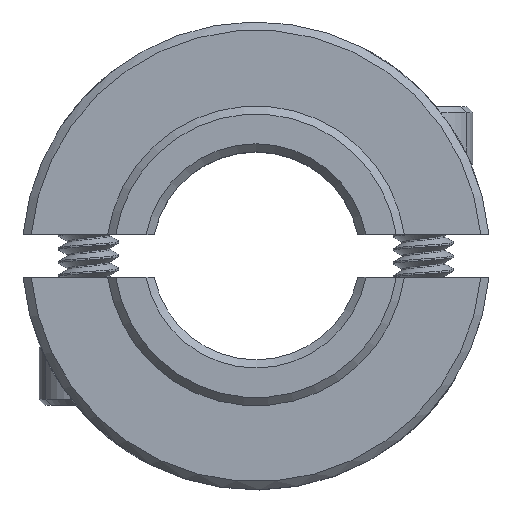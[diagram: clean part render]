
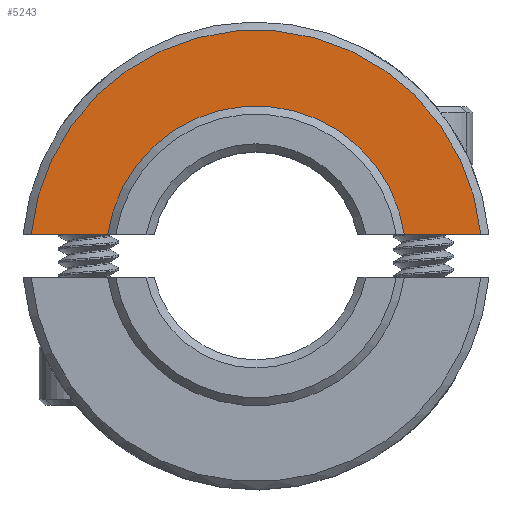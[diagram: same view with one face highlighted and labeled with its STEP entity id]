
A CAD part, top view. The second image highlights one B-rep face of the part: STEP entity #5243.
In plain terms, the highlighted planar face has unit normal (0, 0, 1).
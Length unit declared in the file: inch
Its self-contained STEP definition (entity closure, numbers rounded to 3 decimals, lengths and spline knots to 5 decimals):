
#90 = EDGE_LOOP ( 'NONE', ( #3454, #2631, #3185, #2513 ) ) ;
#371 = DIRECTION ( 'NONE',  ( 1., 0., 0. ) ) ;
#597 = VERTEX_POINT ( 'NONE', #4956 ) ;
#917 = CARTESIAN_POINT ( 'NONE',  ( 0., 0., 0.235 ) ) ;
#1041 = LINE ( 'NONE', #2738, #2597 ) ;
#1083 = CIRCLE ( 'NONE', #4177, 0.2775 ) ;
#1085 = DIRECTION ( 'NONE',  ( 1., 0., 0. ) ) ;
#1139 = CIRCLE ( 'NONE', #4153, 0.41807 ) ;
#1409 = EDGE_CURVE ( 'NONE', #3625, #4099, #1041, .T. ) ;
#1562 = CARTESIAN_POINT ( 'NONE',  ( 0., 0., 0.235 ) ) ;
#1575 = AXIS2_PLACEMENT_3D ( 'NONE', #1562, #4131, #1085 ) ;
#1626 = CARTESIAN_POINT ( 'NONE',  ( 0., 0., 0.235 ) ) ;
#1907 = DIRECTION ( 'NONE',  ( -1., 0., 0. ) ) ;
#2046 = CARTESIAN_POINT ( 'NONE',  ( 0., 0.03937, 0.235 ) ) ;
#2054 = EDGE_CURVE ( 'NONE', #597, #3271, #4613, .T. ) ;
#2513 = ORIENTED_EDGE ( 'NONE', *, *, #3327, .T. ) ;
#2597 = VECTOR ( 'NONE', #1907, 39.37008 ) ;
#2631 = ORIENTED_EDGE ( 'NONE', *, *, #3200, .T. ) ;
#2729 = VECTOR ( 'NONE', #2943, 39.37008 ) ;
#2738 = CARTESIAN_POINT ( 'NONE',  ( 0., 0.03937, 0.235 ) ) ;
#2836 = DIRECTION ( 'NONE',  ( 0., 0., -1. ) ) ;
#2943 = DIRECTION ( 'NONE',  ( -1., 0., 0. ) ) ;
#3045 = DIRECTION ( 'NONE',  ( 1., 0., 0. ) ) ;
#3185 = ORIENTED_EDGE ( 'NONE', *, *, #2054, .F. ) ;
#3188 = FACE_OUTER_BOUND ( 'NONE', #90, .T. ) ;
#3200 = EDGE_CURVE ( 'NONE', #3625, #3271, #1083, .T. ) ;
#3271 = VERTEX_POINT ( 'NONE', #4582 ) ;
#3327 = EDGE_CURVE ( 'NONE', #597, #4099, #1139, .T. ) ;
#3454 = ORIENTED_EDGE ( 'NONE', *, *, #1409, .F. ) ;
#3625 = VERTEX_POINT ( 'NONE', #5195 ) ;
#3650 = CARTESIAN_POINT ( 'NONE',  ( -0.41621, 0.03937, 0.235 ) ) ;
#4099 = VERTEX_POINT ( 'NONE', #3650 ) ;
#4131 = DIRECTION ( 'NONE',  ( 0., 0., 1. ) ) ;
#4153 = AXIS2_PLACEMENT_3D ( 'NONE', #917, #4219, #3045 ) ;
#4177 = AXIS2_PLACEMENT_3D ( 'NONE', #1626, #2836, #371 ) ;
#4219 = DIRECTION ( 'NONE',  ( 0., 0., 1. ) ) ;
#4582 = CARTESIAN_POINT ( 'NONE',  ( 0.27469, 0.03937, 0.235 ) ) ;
#4613 = LINE ( 'NONE', #2046, #2729 ) ;
#4886 = PLANE ( 'NONE',  #1575 ) ;
#4956 = CARTESIAN_POINT ( 'NONE',  ( 0.41621, 0.03937, 0.235 ) ) ;
#5195 = CARTESIAN_POINT ( 'NONE',  ( -0.27469, 0.03937, 0.235 ) ) ;
#5243 = ADVANCED_FACE ( 'NONE', ( #3188 ), #4886, .T. ) ;
